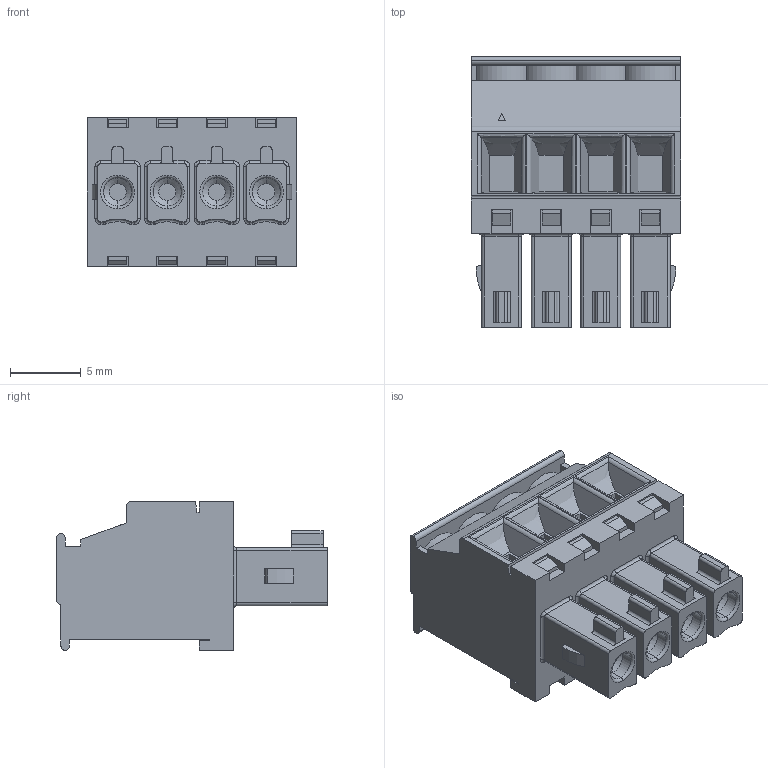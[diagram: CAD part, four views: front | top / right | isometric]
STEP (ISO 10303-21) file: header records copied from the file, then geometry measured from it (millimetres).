
FILE_DESCRIPTION (( 'STEP AP214' ), '1' );
FILE_NAME ('15EDGKA-3.5-04P-14-00AH.STEP', '2021-01-29T19:25:18', ( '' ), ( '' ), 'SwSTEP 2.0', 'SolidWorks 2020', '' );
FILE_SCHEMA (( 'AUTOMOTIVE_DESIGN' ));
Length unit declared in the file: millimetre
Products named in the file (1): 15EDGKA-3.5-04P-14-00AH
Bounding box: 14.8 x 19.1 x 10.5 mm (x, y, z)
Volume: 1704.3 mm3; surface area: 1925.4 mm2
Topology: 1 solids, 1 shells, 746 faces, 1958 edges, 1264 vertices
Faces by surface type: plane 414, cylinder 133, bspline 119, torus 64, cone 16
Entity records: 33374 total; most frequent: CARTESIAN_POINT 11204, ORIENTED_EDGE 3916, DIRECTION 3270, EDGE_CURVE 1958, LINE 1298, VECTOR 1298, VERTEX_POINT 1264, AXIS2_PLACEMENT_3D 986
